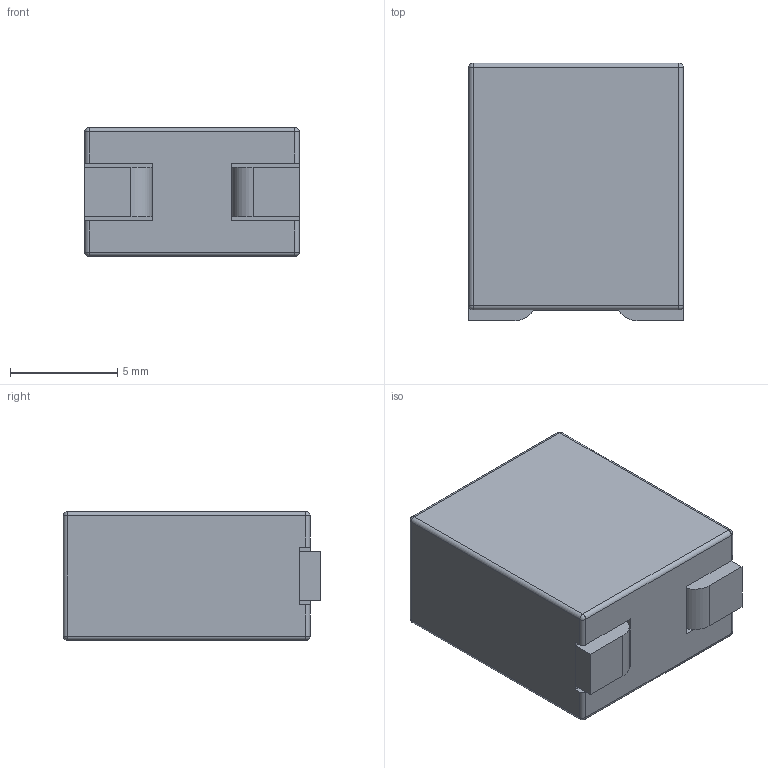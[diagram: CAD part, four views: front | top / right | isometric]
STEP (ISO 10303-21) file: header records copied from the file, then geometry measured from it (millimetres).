
FILE_DESCRIPTION (( 'STEP AP214' ), '1' );
FILE_NAME('Inductor_10060-12.STEP', '2021-05-29T06:25:46', 'Stefan Hamminga', '', '', '', '');
FILE_SCHEMA (( 'AUTOMOTIVE_DESIGN' ));
Length unit declared in the file: millimetre
Products named in the file (1): Inductor_10060-12
Bounding box: 10 x 12 x 6 mm (x, y, z)
Volume: 694.1 mm3; surface area: 533.2 mm2
Topology: 3 solids, 3 shells, 48 faces, 110 edges, 60 vertices
Faces by surface type: plane 24, cylinder 16, sphere 8
Entity records: 1318 total; most frequent: DIRECTION 232, CARTESIAN_POINT 211, ORIENTED_EDGE 204, EDGE_CURVE 102, AXIS2_PLACEMENT_3D 81, VECTOR 70, LINE 70, VERTEX_POINT 60
